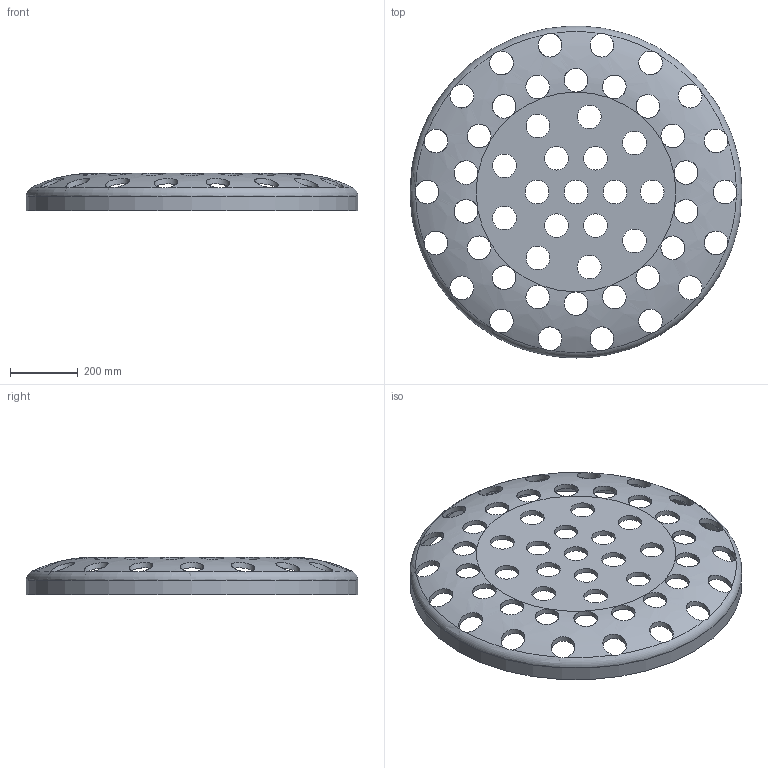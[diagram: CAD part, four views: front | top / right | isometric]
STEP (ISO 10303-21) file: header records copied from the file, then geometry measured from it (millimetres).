
FILE_DESCRIPTION(/* description */ (''),/* implementation_level */ '2;1');
FILE_NAME(/* name */ '16191.050X_3D.stp',/* time_stamp */ '2024-12-12T06:56:06+01:00',/* author */ ('CAD'),/* organization */ (''),/* preprocessor_version */ 'ST-DEVELOPER v20',/* originating_system */ 'AutoCAD Mechanical',/* authorisation */ '');
FILE_SCHEMA (('AUTOMOTIVE_DESIGN { 1 0 10303 214 3 1 1 }'));
Length unit declared in the file: centimetre
Products named in the file (2): Product; *S0
Assembly tree (1 placements, depth 2):
  Product
    *S0
Bounding box: 980 x 980 x 110 mm (x, y, z)
Volume: 10595139.9 mm3; surface area: 1636791 mm2
Topology: 1 solids, 1 shells, 78 faces, 350 edges, 237 vertices
Faces by surface type: cylinder 54, torus 19, plane 3, bspline 2
Full cylindrical faces by diameter (mm): 70 x52, 950 x1, 980 x1
Entity records: 7005 total; most frequent: CARTESIAN_POINT 4259, ORIENTED_EDGE 700, DIRECTION 402, EDGE_CURVE 350, VERTEX_POINT 237, B_SPLINE_CURVE_WITH_KNOTS 197, AXIS2_PLACEMENT_3D 174, EDGE_LOOP 145
